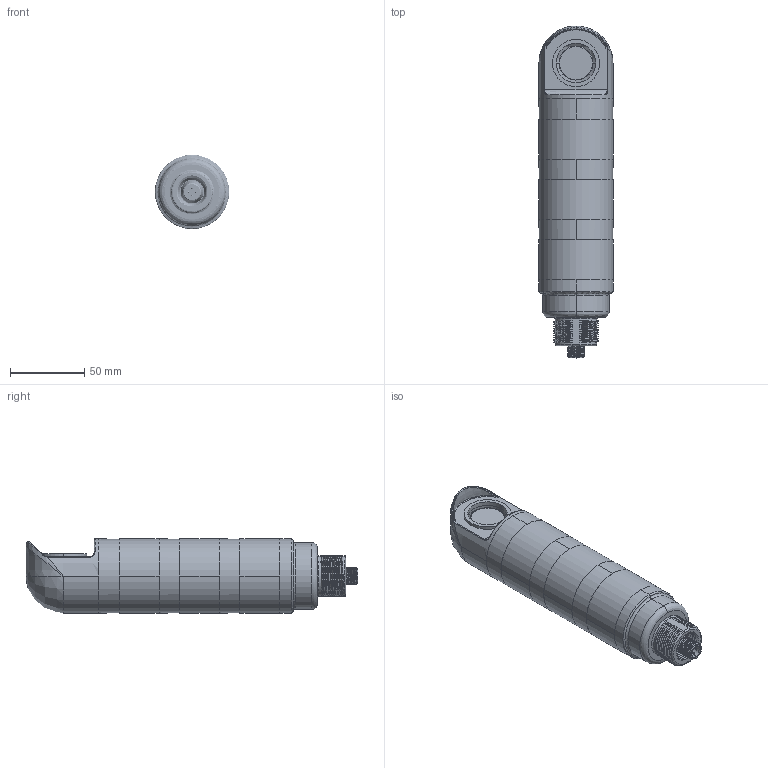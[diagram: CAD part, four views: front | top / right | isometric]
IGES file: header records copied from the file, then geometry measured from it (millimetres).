
Start section:  PTC IGES file: 154239.igs
Global section: file name: 154239.igs; native system: Pro/ENGINEER by Parametric Technology Corporation; preprocessor: 2009141; author: banengservice; organization: Unknown; date: 20100909.131528; units: inch
Bounding box: 50 x 223.8 x 50 mm (x, y, z)
Volume: 70764.6 mm3; surface area: 108654.3 mm2
Topology: 5 solids, 8 shells, 1630 faces, 4382 edges, 2834 vertices
Faces by surface type: bspline 1051, revolution 579
